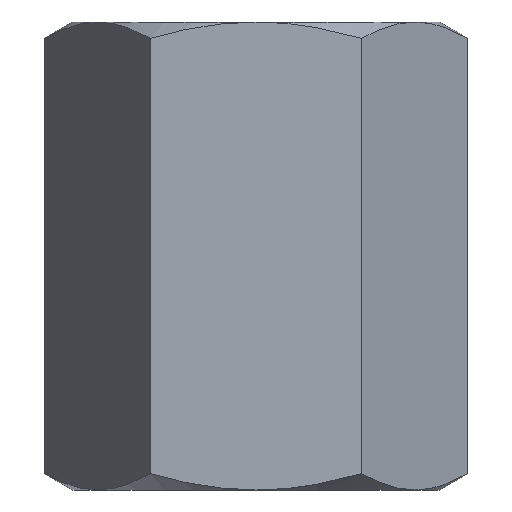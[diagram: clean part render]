
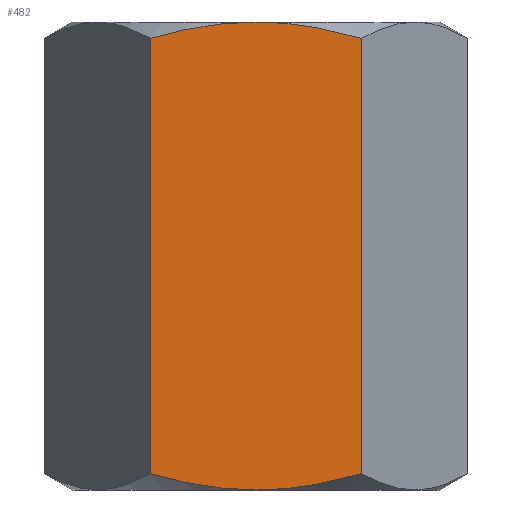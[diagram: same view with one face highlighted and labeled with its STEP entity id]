
A CAD part, front view. The second image highlights one B-rep face of the part: STEP entity #482.
In plain terms, the highlighted planar face has unit normal (0, -1, 0).
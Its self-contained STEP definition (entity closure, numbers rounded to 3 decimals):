
#35=LINE('',#655,#41);
#37=LINE('',#679,#43);
#41=VECTOR('',#567,1000.);
#43=VECTOR('',#571,1000.);
#51=B_SPLINE_CURVE_WITH_KNOTS('',3,(#674,#675,#676,#677),.UNSPECIFIED.,
 .F.,.F.,(4,4),(0.003,0.004),.UNSPECIFIED.);
#52=B_SPLINE_CURVE_WITH_KNOTS('',3,(#681,#682,#683,#684),.UNSPECIFIED.,
 .F.,.F.,(4,4),(0.003,0.004),.UNSPECIFIED.);
#53=B_SPLINE_CURVE_WITH_KNOTS('',3,(#686,#687,#688,#689),.UNSPECIFIED.,
 .F.,.F.,(4,4),(0.004,0.006),.UNSPECIFIED.);
#54=B_SPLINE_CURVE_WITH_KNOTS('',3,(#690,#691,#692,#693),.UNSPECIFIED.,
 .F.,.F.,(4,4),(0.004,0.006),.UNSPECIFIED.);
#84=ORIENTED_EDGE('',*,*,#176,.F.);
#85=ORIENTED_EDGE('',*,*,#177,.T.);
#86=ORIENTED_EDGE('',*,*,#178,.T.);
#87=ORIENTED_EDGE('',*,*,#179,.T.);
#88=ORIENTED_EDGE('',*,*,#171,.F.);
#89=ORIENTED_EDGE('',*,*,#180,.F.);
#171=EDGE_CURVE('',#216,#217,#35,.T.);
#176=EDGE_CURVE('',#221,#213,#51,.T.);
#177=EDGE_CURVE('',#221,#222,#37,.T.);
#178=EDGE_CURVE('',#222,#223,#52,.T.);
#179=EDGE_CURVE('',#223,#217,#53,.T.);
#180=EDGE_CURVE('',#213,#216,#54,.T.);
#213=VERTEX_POINT('',#643);
#216=VERTEX_POINT('',#654);
#217=VERTEX_POINT('',#656);
#221=VERTEX_POINT('',#678);
#222=VERTEX_POINT('',#680);
#223=VERTEX_POINT('',#685);
#256=EDGE_LOOP('',(#84,#85,#86,#87,#88,#89));
#284=FACE_BOUND('',#256,.T.);
#311=PLANE('',#517);
#482=ADVANCED_FACE('',(#284),#311,.T.);
#517=AXIS2_PLACEMENT_3D('',#673,#569,#570);
#567=DIRECTION('',(0.,0.,1.));
#569=DIRECTION('',(0.,-1.,0.));
#570=DIRECTION('',(1.,0.,0.));
#571=DIRECTION('',(0.,0.,1.));
#643=CARTESIAN_POINT('',(0.,-2.35,-6.));
#654=CARTESIAN_POINT('',(-1.357,-2.35,-5.79));
#655=CARTESIAN_POINT('',(-1.357,-2.35,-6.));
#656=CARTESIAN_POINT('',(-1.357,-2.35,-0.21));
#673=CARTESIAN_POINT('',(-1.357,-2.35,-6.));
#674=CARTESIAN_POINT('',(1.357,-2.35,-5.79));
#675=CARTESIAN_POINT('',(0.915,-2.35,-5.918));
#676=CARTESIAN_POINT('',(0.465,-2.35,-6.));
#677=CARTESIAN_POINT('',(0.,-2.35,-6.));
#678=CARTESIAN_POINT('',(1.357,-2.35,-5.79));
#679=CARTESIAN_POINT('',(1.357,-2.35,-6.));
#680=CARTESIAN_POINT('',(1.357,-2.35,-0.21));
#681=CARTESIAN_POINT('',(1.357,-2.35,-0.21));
#682=CARTESIAN_POINT('',(0.915,-2.35,-0.082));
#683=CARTESIAN_POINT('',(0.465,-2.35,0.));
#684=CARTESIAN_POINT('',(0.,-2.35,0.));
#685=CARTESIAN_POINT('',(0.,-2.35,0.));
#686=CARTESIAN_POINT('',(0.,-2.35,0.));
#687=CARTESIAN_POINT('',(-0.464,-2.35,0.));
#688=CARTESIAN_POINT('',(-0.915,-2.35,-0.082));
#689=CARTESIAN_POINT('',(-1.357,-2.35,-0.21));
#690=CARTESIAN_POINT('',(0.,-2.35,-6.));
#691=CARTESIAN_POINT('',(-0.464,-2.35,-6.));
#692=CARTESIAN_POINT('',(-0.915,-2.35,-5.918));
#693=CARTESIAN_POINT('',(-1.357,-2.35,-5.79));
